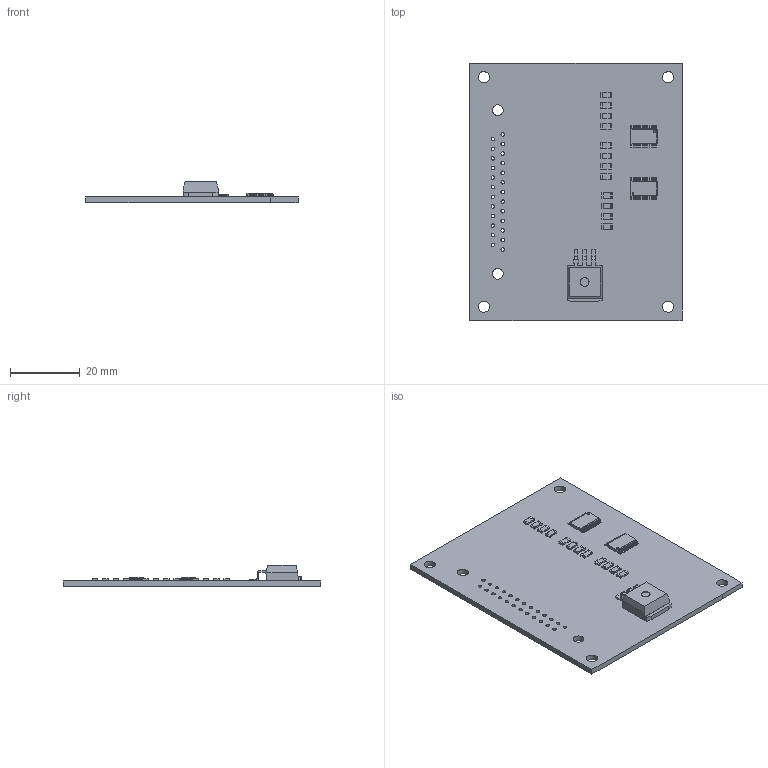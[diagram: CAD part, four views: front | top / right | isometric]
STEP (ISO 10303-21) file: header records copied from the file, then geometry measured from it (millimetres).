
FILE_DESCRIPTION(('KiCad electronic assembly'),'2;1');
FILE_NAME('PCS-Board.step','2019-01-30T16:56:07',('An Author'),( 'A Company'),'Open CASCADE STEP processor 6.8', 'KiCad to STEP converter','Unknown');
FILE_SCHEMA(('AUTOMOTIVE_DESIGN_CC2 { 1 2 10303 214 -1 1 5 4 }'));
Length unit declared in the file: millimetre
Products named in the file (8): Open CASCADE STEP translator 6.8 1; R_1206; SOLID; TO-263-3_TabPin2; TSSOP-24_4.4x7.8mm_Pitch0.65mm; COMPOUND
Assembly tree (19 placements, depth 3):
  Open CASCADE STEP translator 6.8 1
    R_1206  x12
      SOLID
    TO-263-3_TabPin2
      SOLID
    TSSOP-24_4.4x7.8mm_Pitch0.65mm  x2
      SOLID
    COMPOUND
Bounding box: 61 x 74 x 6.07 mm (x, y, z)
Volume: 7613.1 mm3; surface area: 10374 mm2
Topology: 16 solids, 16 shells, 1255 faces, 3407 edges, 2190 vertices
Faces by surface type: plane 825, cylinder 334, bspline 96
Full cylindrical faces by diameter (mm): 0.5 x2, 1 x25, 2.5 x1, 3.1 x2, 3.2 x4
Entity records: 56163 total; most frequent: CARTESIAN_POINT 23921, DIRECTION 4892, LINE 3132, VECTOR 3132, ORIENTED_EDGE 2980, PCURVE 2980, DEFINITIONAL_REPRESENTATION 2980, EDGE_CURVE 1490
